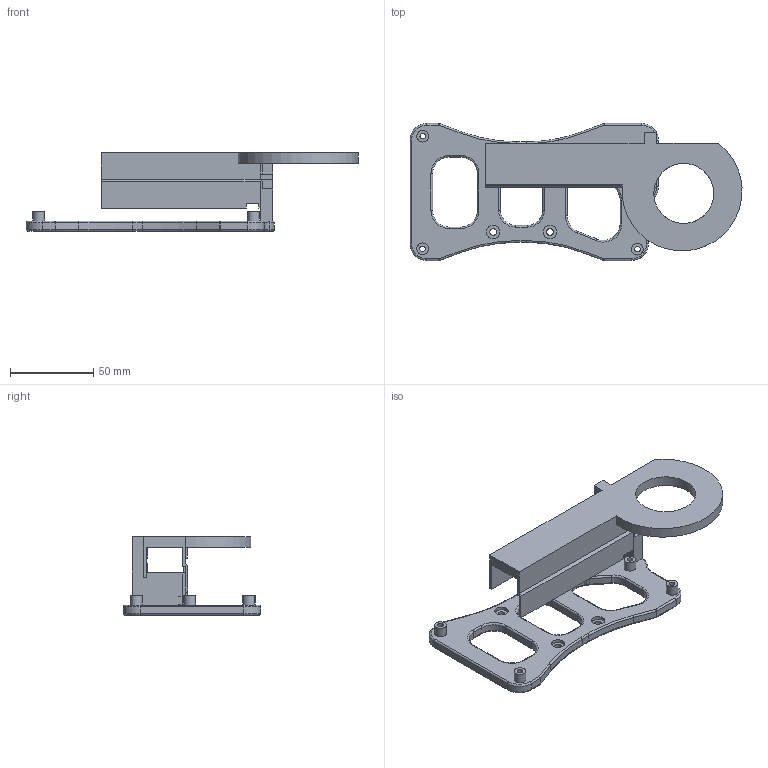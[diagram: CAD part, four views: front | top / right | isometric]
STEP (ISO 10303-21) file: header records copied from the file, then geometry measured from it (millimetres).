
FILE_DESCRIPTION(/* description */ (''),/* implementation_level */ '2;1');
FILE_NAME(/* name */ 'Rumba32 DIN Rail v16.step',/* time_stamp */ '2021-12-14T23:25:46+01:00',/* author */ (''),/* organization */ (''),/* preprocessor_version */ 'ST-DEVELOPER v18.1',/* originating_system */ 'Autodesk Translation Framework v10.10.0.1391',/* authorisation */ '');
FILE_SCHEMA (('AUTOMOTIVE_DESIGN { 1 0 10303 214 3 1 1 }'));
Length unit declared in the file: millimetre
Products named in the file (3): (Unsaved); Rumba32_mount_for_metal_DIN_rail_clips_v1 v1; Rumba32_Cooling_Tunnel
Assembly tree (2 placements, depth 2):
  (Unsaved)
    Rumba32_mount_for_metal_DIN_rail_clips_v1 v1
    Rumba32_Cooling_Tunnel
Bounding box: 199.03 x 82.19 x 47 mm (x, y, z)
Volume: 88402.1 mm3; surface area: 45354.3 mm2
Topology: 2 solids, 2 shells, 264 faces, 619 edges, 374 vertices
Faces by surface type: cylinder 109, plane 97, torus 48, sphere 6, cone 4
Full cylindrical faces by diameter (mm): 3.3 x8, 3.4 x2, 4 x4, 4.6 x2, 4.7 x2, 6.1 x2, 7 x4, 8 x4, 36 x1
Entity records: 7687 total; most frequent: DIRECTION 1425, CARTESIAN_POINT 1298, ORIENTED_EDGE 1238, EDGE_CURVE 619, AXIS2_PLACEMENT_3D 541, VERTEX_POINT 374, LINE 343, VECTOR 343
